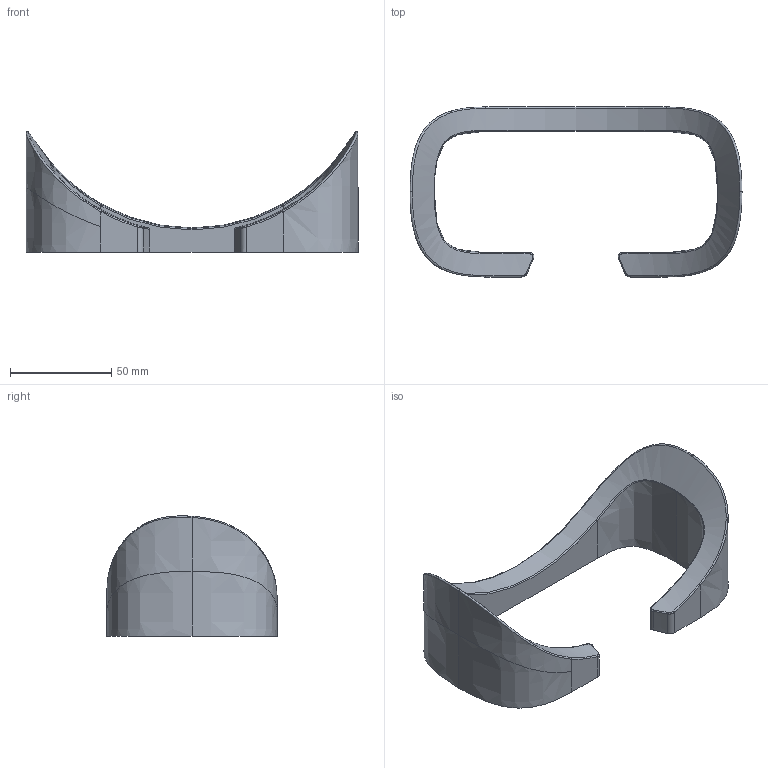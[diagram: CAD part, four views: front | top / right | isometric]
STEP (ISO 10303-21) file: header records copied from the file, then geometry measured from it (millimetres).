
FILE_DESCRIPTION((''),'2;1');
FILE_NAME('VR_COLLECTER','2023-06-28T16:09:16',('Leon'),(''),'CREO PARAMETRIC BY PTC INC, 2018050','CREO PARAMETRIC BY PTC INC, 2018050','');
FILE_SCHEMA(('CONFIG_CONTROL_DESIGN'));
Length unit declared in the file: millimetre
Products named in the file (1): VR_COLLECTER
Bounding box: 164 x 84 x 59.43 mm (x, y, z)
Volume: 135396 mm3; surface area: 32871.7 mm2
Topology: 1 solids, 1 shells, 44 faces, 106 edges, 64 vertices
Faces by surface type: bspline 14, extrusion 12, plane 7, torus 6, cylinder 4, cone 1
Entity records: 3525 total; most frequent: CARTESIAN_POINT 2571, ORIENTED_EDGE 212, DIRECTION 150, EDGE_CURVE 106, VERTEX_POINT 64, AXIS2_PLACEMENT_3D 54, B_SPLINE_CURVE_WITH_KNOTS 52, EDGE_LOOP 44
